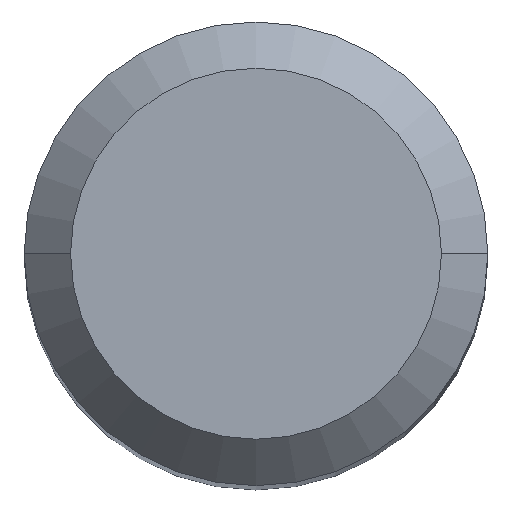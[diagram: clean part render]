
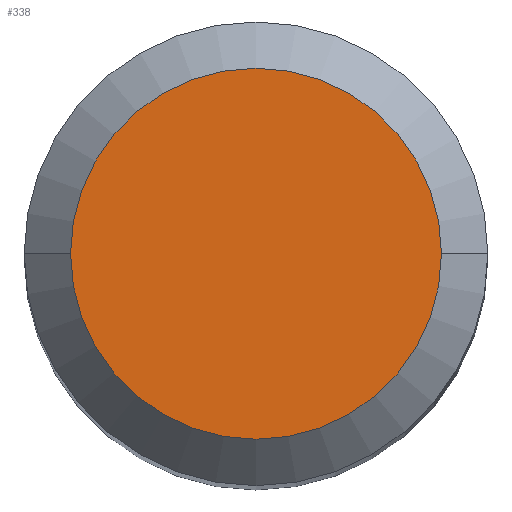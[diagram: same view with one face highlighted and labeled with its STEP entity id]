
A CAD part, top view. The second image highlights one B-rep face of the part: STEP entity #338.
In plain terms, the highlighted planar face has unit normal (0, 0, 1).
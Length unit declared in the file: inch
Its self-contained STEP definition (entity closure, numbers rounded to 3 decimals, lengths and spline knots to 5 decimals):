
#23 = EDGE_CURVE ( 'NONE', #139, #439, #447, .T. ) ;
#25 = CARTESIAN_POINT ( 'NONE',  ( 0.09448, 0., 0. ) ) ;
#51 = ORIENTED_EDGE ( 'NONE', *, *, #497, .T. ) ;
#57 = CARTESIAN_POINT ( 'NONE',  ( 0., 0., 0. ) ) ;
#99 = DIRECTION ( 'NONE',  ( -1., 0., 0. ) ) ;
#139 = VERTEX_POINT ( 'NONE', #223 ) ;
#165 = EDGE_LOOP ( 'NONE', ( #428, #51 ) ) ;
#222 = DIRECTION ( 'NONE',  ( 0., 0., -1. ) ) ;
#223 = CARTESIAN_POINT ( 'NONE',  ( -0.09448, 0., 0. ) ) ;
#259 = CARTESIAN_POINT ( 'NONE',  ( 0., 0., 0. ) ) ;
#283 = AXIS2_PLACEMENT_3D ( 'NONE', #57, #410, #404 ) ;
#292 = PLANE ( 'NONE',  #491 ) ;
#338 = ADVANCED_FACE ( 'NONE', ( #423 ), #292, .F. ) ;
#380 = DIRECTION ( 'NONE',  ( 0., 0., 1. ) ) ;
#404 = DIRECTION ( 'NONE',  ( 1., 0., 0. ) ) ;
#410 = DIRECTION ( 'NONE',  ( 0., 0., 1. ) ) ;
#423 = FACE_OUTER_BOUND ( 'NONE', #165, .T. ) ;
#428 = ORIENTED_EDGE ( 'NONE', *, *, #23, .T. ) ;
#438 = AXIS2_PLACEMENT_3D ( 'NONE', #259, #380, #507 ) ;
#439 = VERTEX_POINT ( 'NONE', #25 ) ;
#447 = CIRCLE ( 'NONE', #438, 0.09448 ) ;
#456 = CARTESIAN_POINT ( 'NONE',  ( 0., 0., 0. ) ) ;
#461 = CIRCLE ( 'NONE', #283, 0.09448 ) ;
#491 = AXIS2_PLACEMENT_3D ( 'NONE', #456, #222, #99 ) ;
#497 = EDGE_CURVE ( 'NONE', #439, #139, #461, .T. ) ;
#507 = DIRECTION ( 'NONE',  ( 1., 0., 0. ) ) ;
